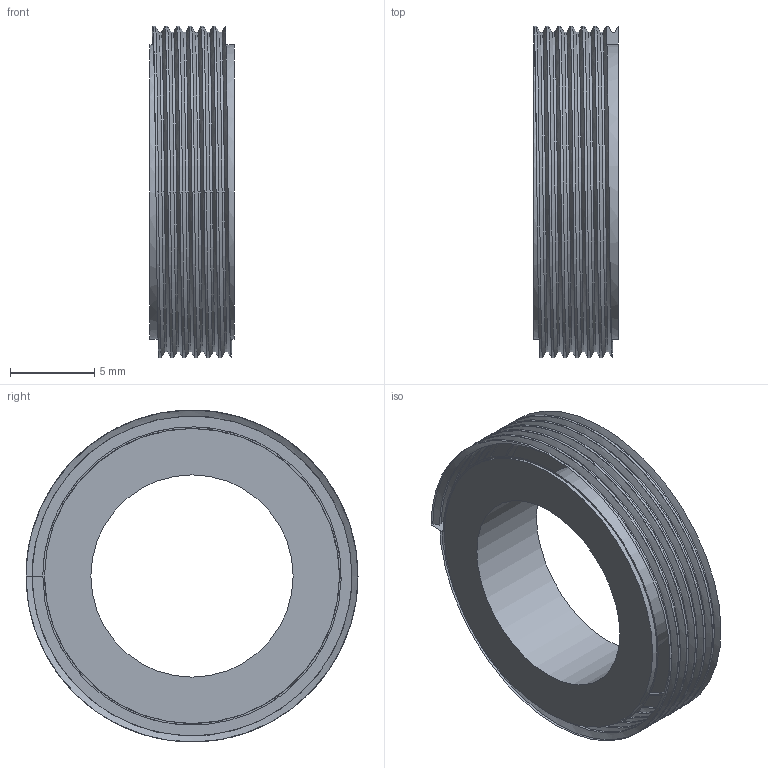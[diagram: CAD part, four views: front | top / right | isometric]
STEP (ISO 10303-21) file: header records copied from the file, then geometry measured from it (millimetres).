
FILE_DESCRIPTION(/* description */ (''),/* implementation_level */ '2;1');
FILE_NAME(/* name */ '00_Adapter_RMS_M12_CCTV.ipt.step',/* time_stamp */ '2022-11-29T07:34:27+01:00',/* author */ ('diederichbenedict'),/* organization */ (''),/* preprocessor_version */ 'ST-DEVELOPER v18.1',/* originating_system */ 'Autodesk Inventor 2022',/* authorisation */ '');
FILE_SCHEMA (('AUTOMOTIVE_DESIGN { 1 0 10303 214 3 1 1 }'));
Length unit declared in the file: millimetre
Products named in the file (1): 00_Adapter_RMS_M12_CCTV
Bounding box: 4.99 x 19.7 x 19.7 mm (x, y, z)
Volume: 864.3 mm3; surface area: 1022.9 mm2
Topology: 1 solids, 1 shells, 27 faces, 70 edges, 45 vertices
Faces by surface type: cylinder 17, bspline 6, plane 4
Full cylindrical faces by diameter (mm): 12 x1, 17.5 x2, 18.984 x5, 19.7 x5
Entity records: 2840 total; most frequent: CARTESIAN_POINT 2224, ORIENTED_EDGE 140, DIRECTION 80, EDGE_CURVE 70, VERTEX_POINT 45, B_SPLINE_CURVE_WITH_KNOTS 38, EDGE_LOOP 29, LINE 28
